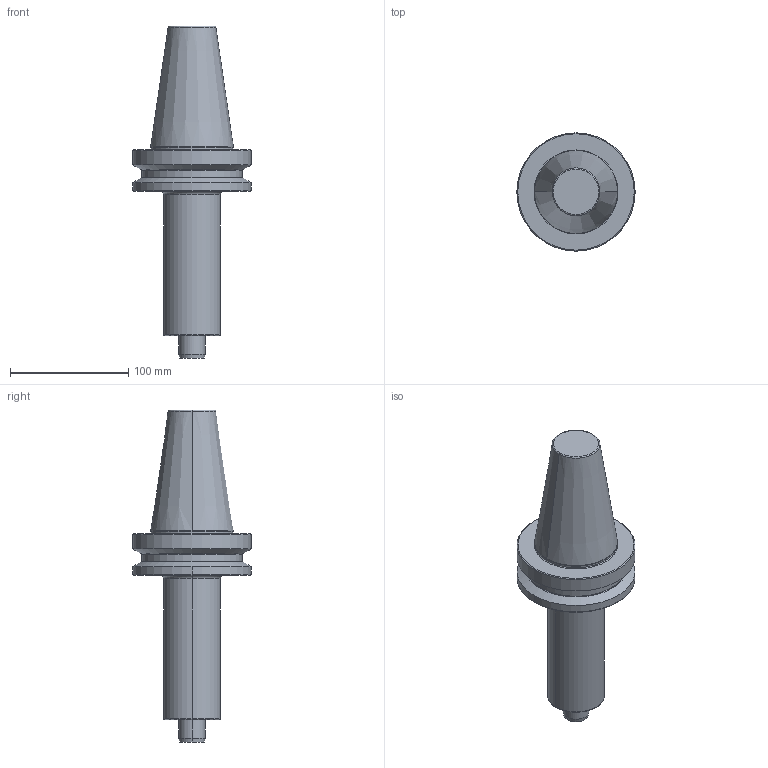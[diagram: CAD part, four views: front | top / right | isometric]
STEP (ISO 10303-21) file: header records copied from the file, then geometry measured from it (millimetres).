
FILE_DESCRIPTION(/* description */ (''),/* implementation_level */ '2;1');
FILE_NAME(/* name */ '1708572452241.stp',/* time_stamp */ '2024-02-22T08:57:44+05:00',/* author */ (''),/* organization */ ('SMS'),/* preprocessor_version */ 'ST-DEVELOPER v16.7',/* originating_system */ 'SIEMENS PLM Software NX 12.0',/* authorisation */ '');
FILE_SCHEMA (('AUTOMOTIVE_DESIGN { 1 0 10303 214 3 1 1 1 }'));
Length unit declared in the file: millimetre
Products named in the file (1): 204264493mod000_00
Bounding box: 99.96 x 99.96 x 280.8 mm (x, y, z)
Volume: 738361.1 mm3; surface area: 63751 mm2
Topology: 1 solids, 1 shells, 42 faces, 81 edges, 49 vertices
Faces by surface type: torus 15, cylinder 12, cone 8, plane 7
Full cylindrical faces by diameter (mm): 85 x1, 99.957 x1
Entity records: 1143 total; most frequent: DIRECTION 234, CARTESIAN_POINT 176, ORIENTED_EDGE 162, AXIS2_PLACEMENT_3D 107, EDGE_CURVE 81, CIRCLE 61, EDGE_LOOP 47, VERTEX_POINT 46
